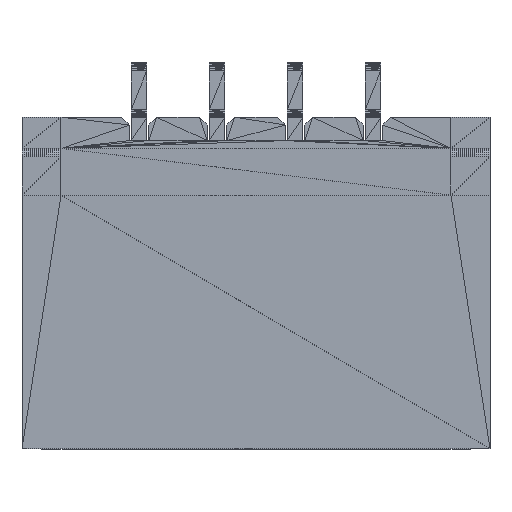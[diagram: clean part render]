
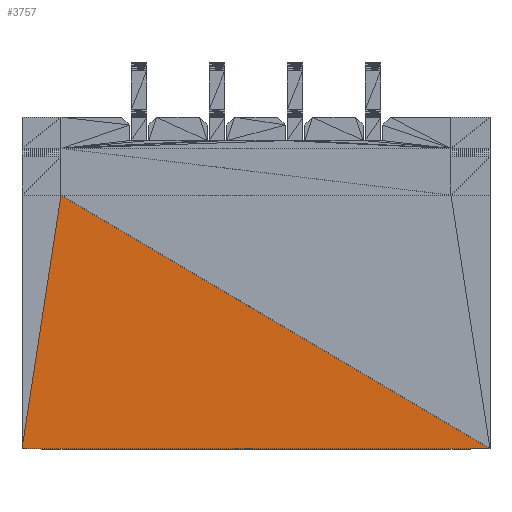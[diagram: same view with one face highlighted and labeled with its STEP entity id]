
A CAD part, top view. The second image highlights one B-rep face of the part: STEP entity #3757.
In plain terms, the highlighted planar face has unit normal (0, 0, 1).
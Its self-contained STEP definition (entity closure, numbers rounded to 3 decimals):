
#3249 = VERTEX_POINT('',#3250);
#3250 = CARTESIAN_POINT('',(3.,-2.475,1.45));
#3640 = VERTEX_POINT('',#3641);
#3641 = CARTESIAN_POINT('',(-2.5,0.775,1.45));
#3650 = VERTEX_POINT('',#3651);
#3651 = CARTESIAN_POINT('',(-3.,-2.475,1.45));
#3657 = EDGE_CURVE('',#3650,#3640,#3658,.T.);
#3658 = LINE('',#3659,#3660);
#3659 = CARTESIAN_POINT('',(-3.,-2.475,1.45));
#3660 = VECTOR('',#3661,1.);
#3661 = DIRECTION('',(0.152,0.988,0.));
#3746 = EDGE_CURVE('',#3640,#3249,#3747,.T.);
#3747 = LINE('',#3748,#3749);
#3748 = CARTESIAN_POINT('',(-2.5,0.775,1.45));
#3749 = VECTOR('',#3750,1.);
#3750 = DIRECTION('',(0.861,-0.509,0.));
#3757 = ADVANCED_FACE('',(#3758),#3768,.T.);
#3758 = FACE_BOUND('',#3759,.T.);
#3759 = EDGE_LOOP('',(#3760,#3761,#3762));
#3760 = ORIENTED_EDGE('',*,*,#3746,.F.);
#3761 = ORIENTED_EDGE('',*,*,#3657,.F.);
#3762 = ORIENTED_EDGE('',*,*,#3763,.T.);
#3763 = EDGE_CURVE('',#3650,#3249,#3764,.T.);
#3764 = LINE('',#3765,#3766);
#3765 = CARTESIAN_POINT('',(-3.,-2.475,1.45));
#3766 = VECTOR('',#3767,1.);
#3767 = DIRECTION('',(1.,0.,0.));
#3768 = PLANE('',#3769);
#3769 = AXIS2_PLACEMENT_3D('',#3770,#3771,#3772);
#3770 = CARTESIAN_POINT('',(3.,-2.475,1.45));
#3771 = DIRECTION('',(0.,0.,1.));
#3772 = DIRECTION('',(-0.509,-0.861,0.));
